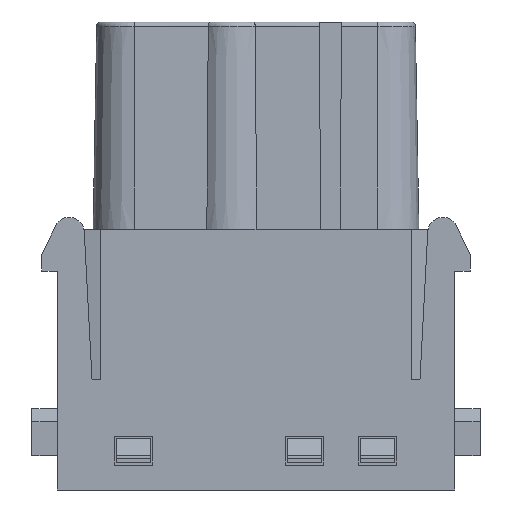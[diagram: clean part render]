
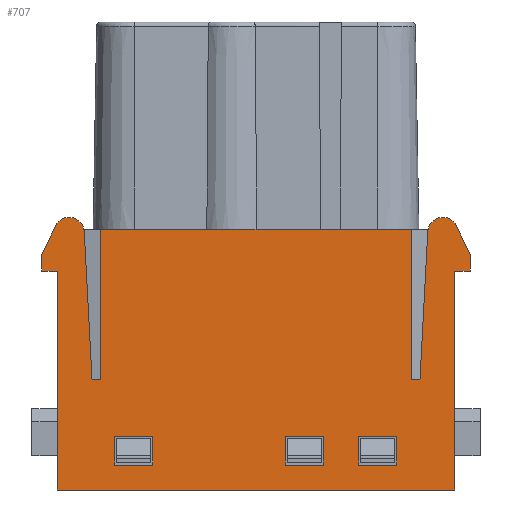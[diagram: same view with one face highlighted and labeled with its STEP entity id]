
A CAD part, front view. The second image highlights one B-rep face of the part: STEP entity #707.
In plain terms, the highlighted planar face has unit normal (0, -1, 0).
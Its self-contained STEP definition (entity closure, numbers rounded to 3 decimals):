
#707=ADVANCED_FACE('',(#1328,#1329,#1330,#1331),#1083,.F.);
#1083=PLANE('',#7193);
#1328=FACE_BOUND('',#1487,.T.);
#1329=FACE_BOUND('',#1488,.T.);
#1330=FACE_BOUND('',#1489,.T.);
#1331=FACE_BOUND('',#1490,.T.);
#1487=EDGE_LOOP('',(#2376,#2377,#2378,#2379));
#1488=EDGE_LOOP('',(#2380,#2381,#2382,#2383));
#1489=EDGE_LOOP('',(#2384,#2385,#2386,#2387));
#1490=EDGE_LOOP('',(#2388,#2389,#2390,#2391,#2392,#2393,#2394,#2395,#2396,
#2397,#2398,#2399,#2400,#2401,#2402,#2403,#2404,#2405));
#1952=CIRCLE('',#7191,1.154);
#1953=CIRCLE('',#7192,1.154);
#2376=ORIENTED_EDGE('',*,*,#4874,.T.);
#2377=ORIENTED_EDGE('',*,*,#5033,.T.);
#2378=ORIENTED_EDGE('',*,*,#5034,.T.);
#2379=ORIENTED_EDGE('',*,*,#5035,.T.);
#2380=ORIENTED_EDGE('',*,*,#5036,.T.);
#2381=ORIENTED_EDGE('',*,*,#5037,.T.);
#2382=ORIENTED_EDGE('',*,*,#4884,.T.);
#2383=ORIENTED_EDGE('',*,*,#5038,.T.);
#2384=ORIENTED_EDGE('',*,*,#5039,.T.);
#2385=ORIENTED_EDGE('',*,*,#5040,.T.);
#2386=ORIENTED_EDGE('',*,*,#5041,.T.);
#2387=ORIENTED_EDGE('',*,*,#4878,.T.);
#2388=ORIENTED_EDGE('',*,*,#5042,.F.);
#2389=ORIENTED_EDGE('',*,*,#5015,.F.);
#2390=ORIENTED_EDGE('',*,*,#5043,.T.);
#2391=ORIENTED_EDGE('',*,*,#5044,.T.);
#2392=ORIENTED_EDGE('',*,*,#5045,.F.);
#2393=ORIENTED_EDGE('',*,*,#5046,.T.);
#2394=ORIENTED_EDGE('',*,*,#5047,.F.);
#2395=ORIENTED_EDGE('',*,*,#5048,.T.);
#2396=ORIENTED_EDGE('',*,*,#5049,.T.);
#2397=ORIENTED_EDGE('',*,*,#5050,.F.);
#2398=ORIENTED_EDGE('',*,*,#5051,.F.);
#2399=ORIENTED_EDGE('',*,*,#5027,.T.);
#2400=ORIENTED_EDGE('',*,*,#5052,.F.);
#2401=ORIENTED_EDGE('',*,*,#5053,.T.);
#2402=ORIENTED_EDGE('',*,*,#5054,.T.);
#2403=ORIENTED_EDGE('',*,*,#5055,.F.);
#2404=ORIENTED_EDGE('',*,*,#5056,.T.);
#2405=ORIENTED_EDGE('',*,*,#5057,.F.);
#4200=VERTEX_POINT('',#9794);
#4201=VERTEX_POINT('',#9796);
#4204=VERTEX_POINT('',#9802);
#4205=VERTEX_POINT('',#9804);
#4210=VERTEX_POINT('',#9814);
#4211=VERTEX_POINT('',#9816);
#4310=VERTEX_POINT('',#10091);
#4321=VERTEX_POINT('',#10112);
#4332=VERTEX_POINT('',#10136);
#4333=VERTEX_POINT('',#10138);
#4338=VERTEX_POINT('',#10150);
#4339=VERTEX_POINT('',#10152);
#4340=VERTEX_POINT('',#10155);
#4341=VERTEX_POINT('',#10156);
#4342=VERTEX_POINT('',#10160);
#4343=VERTEX_POINT('',#10162);
#4344=VERTEX_POINT('',#10165);
#4345=VERTEX_POINT('',#10167);
#4346=VERTEX_POINT('',#10169);
#4347=VERTEX_POINT('',#10171);
#4348=VERTEX_POINT('',#10173);
#4349=VERTEX_POINT('',#10175);
#4350=VERTEX_POINT('',#10177);
#4351=VERTEX_POINT('',#10179);
#4352=VERTEX_POINT('',#10181);
#4353=VERTEX_POINT('',#10184);
#4354=VERTEX_POINT('',#10186);
#4355=VERTEX_POINT('',#10188);
#4356=VERTEX_POINT('',#10190);
#4357=VERTEX_POINT('',#10192);
#4874=EDGE_CURVE('',#4201,#4200,#5881,.T.);
#4878=EDGE_CURVE('',#4205,#4204,#5885,.T.);
#4884=EDGE_CURVE('',#4211,#4210,#5890,.T.);
#5015=EDGE_CURVE('',#4321,#4310,#5971,.T.);
#5027=EDGE_CURVE('',#4333,#4332,#5983,.T.);
#5033=EDGE_CURVE('',#4200,#4338,#5989,.T.);
#5034=EDGE_CURVE('',#4338,#4339,#5990,.T.);
#5035=EDGE_CURVE('',#4339,#4201,#5991,.T.);
#5036=EDGE_CURVE('',#4340,#4341,#5992,.T.);
#5037=EDGE_CURVE('',#4341,#4211,#5993,.T.);
#5038=EDGE_CURVE('',#4210,#4340,#5994,.T.);
#5039=EDGE_CURVE('',#4204,#4342,#5995,.T.);
#5040=EDGE_CURVE('',#4342,#4343,#5996,.T.);
#5041=EDGE_CURVE('',#4343,#4205,#5997,.T.);
#5042=EDGE_CURVE('',#4310,#4344,#5998,.T.);
#5043=EDGE_CURVE('',#4321,#4345,#5999,.T.);
#5044=EDGE_CURVE('',#4345,#4346,#6000,.T.);
#5045=EDGE_CURVE('',#4347,#4346,#6001,.T.);
#5046=EDGE_CURVE('',#4347,#4348,#1952,.T.);
#5047=EDGE_CURVE('',#4349,#4348,#6002,.T.);
#5048=EDGE_CURVE('',#4349,#4350,#6003,.T.);
#5049=EDGE_CURVE('',#4350,#4351,#6004,.T.);
#5050=EDGE_CURVE('',#4352,#4351,#6005,.T.);
#5051=EDGE_CURVE('',#4333,#4352,#6006,.T.);
#5052=EDGE_CURVE('',#4353,#4332,#6007,.T.);
#5053=EDGE_CURVE('',#4353,#4354,#6008,.T.);
#5054=EDGE_CURVE('',#4354,#4355,#6009,.T.);
#5055=EDGE_CURVE('',#4356,#4355,#1953,.T.);
#5056=EDGE_CURVE('',#4356,#4357,#6010,.T.);
#5057=EDGE_CURVE('',#4344,#4357,#6011,.T.);
#5881=LINE('',#9795,#6499);
#5885=LINE('',#9803,#6503);
#5890=LINE('',#9815,#6508);
#5971=LINE('',#10113,#6589);
#5983=LINE('',#10137,#6601);
#5989=LINE('',#10149,#6607);
#5990=LINE('',#10151,#6608);
#5991=LINE('',#10153,#6609);
#5992=LINE('',#10154,#6610);
#5993=LINE('',#10157,#6611);
#5994=LINE('',#10158,#6612);
#5995=LINE('',#10159,#6613);
#5996=LINE('',#10161,#6614);
#5997=LINE('',#10163,#6615);
#5998=LINE('',#10164,#6616);
#5999=LINE('',#10166,#6617);
#6000=LINE('',#10168,#6618);
#6001=LINE('',#10170,#6619);
#6002=LINE('',#10174,#6620);
#6003=LINE('',#10176,#6621);
#6004=LINE('',#10178,#6622);
#6005=LINE('',#10180,#6623);
#6006=LINE('',#10182,#6624);
#6007=LINE('',#10183,#6625);
#6008=LINE('',#10185,#6626);
#6009=LINE('',#10187,#6627);
#6010=LINE('',#10191,#6628);
#6011=LINE('',#10193,#6629);
#6499=VECTOR('',#7806,1.);
#6503=VECTOR('',#7810,1.);
#6508=VECTOR('',#7817,1.);
#6589=VECTOR('',#8062,1.);
#6601=VECTOR('',#8076,1.);
#6607=VECTOR('',#8084,1.);
#6608=VECTOR('',#8085,1.);
#6609=VECTOR('',#8086,1.);
#6610=VECTOR('',#8087,1.);
#6611=VECTOR('',#8088,1.);
#6612=VECTOR('',#8089,1.);
#6613=VECTOR('',#8090,1.);
#6614=VECTOR('',#8091,1.);
#6615=VECTOR('',#8092,1.);
#6616=VECTOR('',#8093,1.);
#6617=VECTOR('',#8094,1.);
#6618=VECTOR('',#8095,1.);
#6619=VECTOR('',#8096,1.);
#6620=VECTOR('',#8099,1.);
#6621=VECTOR('',#8100,1.);
#6622=VECTOR('',#8101,1.);
#6623=VECTOR('',#8102,1.);
#6624=VECTOR('',#8103,1.);
#6625=VECTOR('',#8104,1.);
#6626=VECTOR('',#8105,1.);
#6627=VECTOR('',#8106,1.);
#6628=VECTOR('',#8109,1.);
#6629=VECTOR('',#8110,1.);
#7191=AXIS2_PLACEMENT_3D('',#10172,#8097,#8098);
#7192=AXIS2_PLACEMENT_3D('',#10189,#8107,#8108);
#7193=AXIS2_PLACEMENT_3D('',#10194,#8111,#8112);
#7806=DIRECTION('',(1.,0.,0.));
#7810=DIRECTION('',(1.,0.,0.));
#7817=DIRECTION('',(1.,0.,0.));
#8062=DIRECTION('',(1.,0.,0.));
#8076=DIRECTION('',(0.,0.,1.));
#8084=DIRECTION('',(0.,0.,-1.));
#8085=DIRECTION('',(-1.,0.,0.));
#8086=DIRECTION('',(0.,0.,1.));
#8087=DIRECTION('',(-1.,0.,0.));
#8088=DIRECTION('',(0.,0.,1.));
#8089=DIRECTION('',(0.,0.,-1.));
#8090=DIRECTION('',(0.,0.,-1.));
#8091=DIRECTION('',(-1.,0.,0.));
#8092=DIRECTION('',(0.,0.,1.));
#8093=DIRECTION('',(0.,0.,-1.));
#8094=DIRECTION('',(0.,0.,-1.));
#8095=DIRECTION('',(-1.,0.,0.));
#8096=DIRECTION('',(0.052,0.,-0.999));
#8097=DIRECTION('',(0.,-1.,0.));
#8098=DIRECTION('',(0.,0.,1.));
#8099=DIRECTION('',(0.437,0.,0.899));
#8100=DIRECTION('',(0.,0.,-1.));
#8101=DIRECTION('',(1.,0.,0.));
#8102=DIRECTION('',(0.,0.,1.));
#8103=DIRECTION('',(-1.,0.,0.));
#8104=DIRECTION('',(-1.,0.,0.));
#8105=DIRECTION('',(0.,0.,1.));
#8106=DIRECTION('',(-0.437,0.,0.899));
#8107=DIRECTION('',(0.,1.,0.));
#8108=DIRECTION('',(0.,0.,1.));
#8109=DIRECTION('',(-0.052,0.,-0.999));
#8110=DIRECTION('',(1.,0.,0.));
#8111=DIRECTION('',(0.,1.,0.));
#8112=DIRECTION('',(0.,0.,1.));
#9794=CARTESIAN_POINT('',(10.725,-7.3,-46.3));
#9795=CARTESIAN_POINT('',(-5.125,-7.3,-46.3));
#9796=CARTESIAN_POINT('',(7.825,-7.3,-46.3));
#9802=CARTESIAN_POINT('',(5.125,-7.3,-46.3));
#9803=CARTESIAN_POINT('',(-5.125,-7.3,-46.3));
#9804=CARTESIAN_POINT('',(2.225,-7.3,-46.3));
#9814=CARTESIAN_POINT('',(-7.875,-7.3,-46.3));
#9815=CARTESIAN_POINT('',(-5.125,-7.3,-46.3));
#9816=CARTESIAN_POINT('',(-10.775,-7.3,-46.3));
#10091=CARTESIAN_POINT('',(11.85,-7.3,-30.5));
#10112=CARTESIAN_POINT('',(-11.85,-7.3,-30.5));
#10113=CARTESIAN_POINT('',(9.85,-7.3,-30.5));
#10136=CARTESIAN_POINT('',(15.15,-7.3,-33.7));
#10137=CARTESIAN_POINT('',(15.15,-7.3,-59.3));
#10138=CARTESIAN_POINT('',(15.15,-7.3,-50.4));
#10149=CARTESIAN_POINT('',(10.725,-7.3,-48.5));
#10150=CARTESIAN_POINT('',(10.725,-7.3,-48.5));
#10151=CARTESIAN_POINT('',(7.825,-7.3,-48.5));
#10152=CARTESIAN_POINT('',(7.825,-7.3,-48.5));
#10153=CARTESIAN_POINT('',(7.825,-7.3,-46.3));
#10154=CARTESIAN_POINT('',(-10.775,-7.3,-48.5));
#10155=CARTESIAN_POINT('',(-7.875,-7.3,-48.5));
#10156=CARTESIAN_POINT('',(-10.775,-7.3,-48.5));
#10157=CARTESIAN_POINT('',(-10.775,-7.3,-46.3));
#10158=CARTESIAN_POINT('',(-7.875,-7.3,-48.5));
#10159=CARTESIAN_POINT('',(5.125,-7.3,-48.5));
#10160=CARTESIAN_POINT('',(5.125,-7.3,-48.5));
#10161=CARTESIAN_POINT('',(2.225,-7.3,-48.5));
#10162=CARTESIAN_POINT('',(2.225,-7.3,-48.5));
#10163=CARTESIAN_POINT('',(2.225,-7.3,-46.3));
#10164=CARTESIAN_POINT('',(11.85,-7.3,-59.3));
#10165=CARTESIAN_POINT('',(11.85,-7.3,-42.));
#10166=CARTESIAN_POINT('',(-11.85,-7.3,-59.3));
#10167=CARTESIAN_POINT('',(-11.85,-7.3,-42.));
#10168=CARTESIAN_POINT('',(-11.85,-7.3,-42.));
#10169=CARTESIAN_POINT('',(-12.509,-7.3,-42.));
#10170=CARTESIAN_POINT('',(-11.544,-7.3,-60.421));
#10171=CARTESIAN_POINT('',(-13.102,-7.3,-30.694));
#10172=CARTESIAN_POINT('',(-14.254,-7.3,-30.754));
#10173=CARTESIAN_POINT('',(-15.292,-7.3,-30.25));
#10174=CARTESIAN_POINT('',(-21.909,-7.3,-43.86));
#10175=CARTESIAN_POINT('',(-16.35,-7.3,-32.425));
#10176=CARTESIAN_POINT('',(-16.35,-7.3,-32.425));
#10177=CARTESIAN_POINT('',(-16.35,-7.3,-33.7));
#10178=CARTESIAN_POINT('',(-16.35,-7.3,-33.7));
#10179=CARTESIAN_POINT('',(-15.15,-7.3,-33.7));
#10180=CARTESIAN_POINT('',(-15.15,-7.3,-59.3));
#10181=CARTESIAN_POINT('',(-15.15,-7.3,-50.4));
#10182=CARTESIAN_POINT('',(0.,-7.3,-50.4));
#10183=CARTESIAN_POINT('',(9.85,-7.3,-33.7));
#10184=CARTESIAN_POINT('',(16.35,-7.3,-33.7));
#10185=CARTESIAN_POINT('',(16.35,-7.3,-32.425));
#10186=CARTESIAN_POINT('',(16.35,-7.3,-32.425));
#10187=CARTESIAN_POINT('',(15.292,-7.3,-30.25));
#10188=CARTESIAN_POINT('',(15.292,-7.3,-30.25));
#10189=CARTESIAN_POINT('',(14.254,-7.3,-30.754));
#10190=CARTESIAN_POINT('',(13.102,-7.3,-30.694));
#10191=CARTESIAN_POINT('',(12.525,-7.3,-41.7));
#10192=CARTESIAN_POINT('',(12.509,-7.3,-42.));
#10193=CARTESIAN_POINT('',(9.85,-7.3,-42.));
#10194=CARTESIAN_POINT('',(9.85,-7.3,-59.3));
